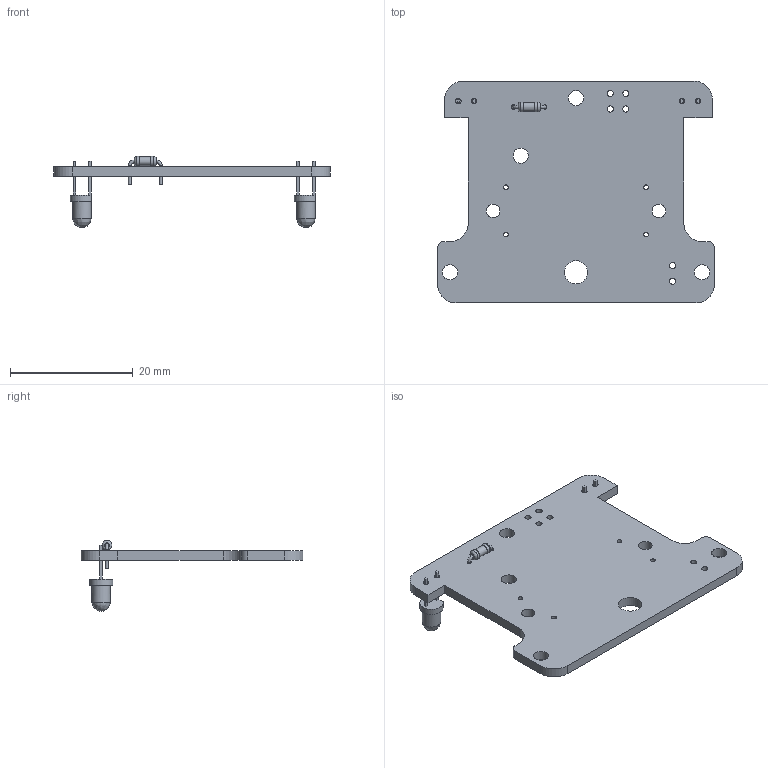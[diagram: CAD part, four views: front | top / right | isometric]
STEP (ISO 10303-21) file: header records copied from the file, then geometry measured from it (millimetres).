
FILE_DESCRIPTION(('KiCad electronic assembly'),'2;1');
FILE_NAME('GAUGE_Analog Instruments.step','2023-11-06T14:43:47',( 'Pcbnew'),('Kicad'),'Open CASCADE STEP processor 7.6', 'KiCad to STEP converter','Unknown');
FILE_SCHEMA(('AUTOMOTIVE_DESIGN { 1 0 10303 214 1 1 1 1 }'));
Length unit declared in the file: millimetre
Products named in the file (6): GAUGE_Analog Instruments 1; R_Axial_DIN0204_L3.6mm_D1.6mm_P5.08mm_Horizontal; SOLID; LED_D3.0mm; _autosave-GAUGE_Analog Instruments-12v PCB
Assembly tree (6 placements, depth 3):
  GAUGE_Analog Instruments 1
    R_Axial_DIN0204_L3.6mm_D1.6mm_P5.08mm_Horizontal
      SOLID
    LED_D3.0mm  x2
      SOLID
    _autosave-GAUGE_Analog Instruments-12v PCB
Bounding box: 45.11 x 36.16 x 11.6 mm (x, y, z)
Volume: 2277.1 mm3; surface area: 3374.7 mm2
Topology: 4 solids, 4 shells, 92 faces, 234 edges, 148 vertices
Faces by surface type: bspline 47, cylinder 31, plane 14
Full cylindrical faces by diameter (mm): 0.7 x2, 0.762 x4, 0.9 x4, 1 x6, 2.2 x2, 2.5 x4, 3.8 x1
Entity records: 6016 total; most frequent: CARTESIAN_POINT 2298, DIRECTION 491, ORIENTED_EDGE 380, PCURVE 380, DEFINITIONAL_REPRESENTATION 380, LINE 263, VECTOR 263, EDGE_CURVE 190
